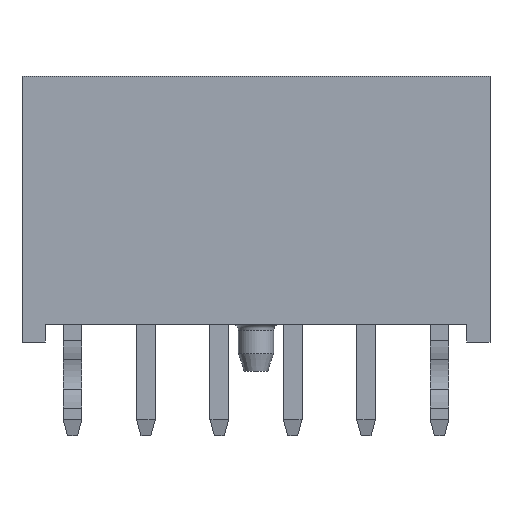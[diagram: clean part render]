
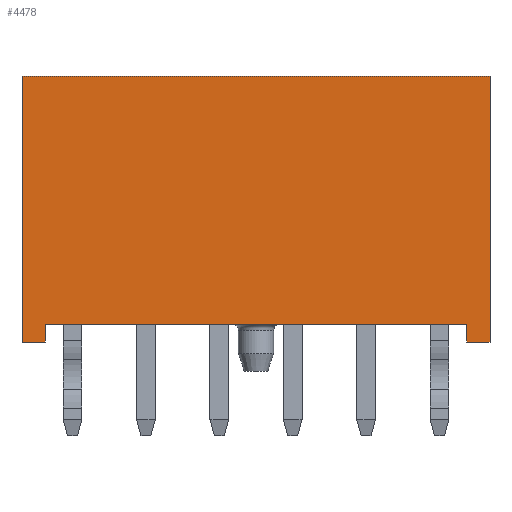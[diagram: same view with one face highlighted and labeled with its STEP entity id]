
A CAD part, front view. The second image highlights one B-rep face of the part: STEP entity #4478.
In plain terms, the highlighted planar face has unit normal (0, -1, 0).
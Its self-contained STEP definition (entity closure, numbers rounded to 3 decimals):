
#337=ORIENTED_EDGE('',*,*,#1589,.F.);
#338=ORIENTED_EDGE('',*,*,#1484,.F.);
#339=ORIENTED_EDGE('',*,*,#1588,.T.);
#340=ORIENTED_EDGE('',*,*,#1590,.F.);
#341=ORIENTED_EDGE('',*,*,#1591,.T.);
#342=ORIENTED_EDGE('',*,*,#1426,.T.);
#343=ORIENTED_EDGE('',*,*,#1592,.F.);
#344=ORIENTED_EDGE('',*,*,#1593,.F.);
#1426=EDGE_CURVE('',#2054,#2053,#2455,.T.);
#1484=EDGE_CURVE('',#2111,#2112,#2513,.T.);
#1588=EDGE_CURVE('',#2111,#2210,#2613,.T.);
#1589=EDGE_CURVE('',#2112,#2211,#2614,.T.);
#1590=EDGE_CURVE('',#2212,#2210,#2615,.T.);
#1591=EDGE_CURVE('',#2212,#2054,#2616,.T.);
#1592=EDGE_CURVE('',#2213,#2053,#2617,.T.);
#1593=EDGE_CURVE('',#2211,#2213,#2618,.T.);
#2053=VERTEX_POINT('',#6348);
#2054=VERTEX_POINT('',#6350);
#2111=VERTEX_POINT('',#6467);
#2112=VERTEX_POINT('',#6468);
#2210=VERTEX_POINT('',#6692);
#2211=VERTEX_POINT('',#6696);
#2212=VERTEX_POINT('',#6698);
#2213=VERTEX_POINT('',#6701);
#2455=LINE('',#6349,#3064);
#2513=LINE('',#6466,#3122);
#2613=LINE('',#6693,#3222);
#2614=LINE('',#6695,#3223);
#2615=LINE('',#6697,#3224);
#2616=LINE('',#6699,#3225);
#2617=LINE('',#6700,#3226);
#2618=LINE('',#6702,#3227);
#3064=VECTOR('',#5115,1000.);
#3122=VECTOR('',#5177,1000.);
#3222=VECTOR('',#5291,1000.);
#3223=VECTOR('',#5294,1000.);
#3224=VECTOR('',#5295,1000.);
#3225=VECTOR('',#5296,1000.);
#3226=VECTOR('',#5297,1000.);
#3227=VECTOR('',#5298,1000.);
#3668=EDGE_LOOP('',(#337,#338,#339,#340,#341,#342,#343,#344));
#3968=FACE_BOUND('',#3668,.T.);
#4231=PLANE('',#4774);
#4478=ADVANCED_FACE('',(#3968),#4231,.F.);
#4774=AXIS2_PLACEMENT_3D('',#6694,#5292,#5293);
#5115=DIRECTION('',(1.,0.,0.));
#5177=DIRECTION('',(1.,0.,0.));
#5291=DIRECTION('',(0.,0.,-1.));
#5292=DIRECTION('',(0.,1.,0.));
#5293=DIRECTION('',(-1.,0.,0.));
#5294=DIRECTION('',(0.,0.,-1.));
#5295=DIRECTION('',(-1.,0.,0.));
#5296=DIRECTION('',(0.,0.,1.));
#5297=DIRECTION('',(0.,0.,1.));
#5298=DIRECTION('',(-1.,0.,0.));
#6348=CARTESIAN_POINT('',(7.17,-2.99,0.));
#6349=CARTESIAN_POINT('',(-7.97,-2.99,0.));
#6350=CARTESIAN_POINT('',(-7.17,-2.99,0.));
#6466=CARTESIAN_POINT('',(-7.97,-2.99,8.46));
#6467=CARTESIAN_POINT('',(-7.97,-2.99,8.46));
#6468=CARTESIAN_POINT('',(7.97,-2.99,8.46));
#6692=CARTESIAN_POINT('',(-7.97,-2.99,-0.6));
#6693=CARTESIAN_POINT('',(-7.97,-2.99,8.46));
#6694=CARTESIAN_POINT('',(-7.97,-2.99,8.46));
#6695=CARTESIAN_POINT('',(7.97,-2.99,8.46));
#6696=CARTESIAN_POINT('',(7.97,-2.99,-0.6));
#6697=CARTESIAN_POINT('',(-7.17,-2.99,-0.6));
#6698=CARTESIAN_POINT('',(-7.17,-2.99,-0.6));
#6699=CARTESIAN_POINT('',(-7.17,-2.99,-0.6));
#6700=CARTESIAN_POINT('',(7.17,-2.99,-0.6));
#6701=CARTESIAN_POINT('',(7.17,-2.99,-0.6));
#6702=CARTESIAN_POINT('',(7.97,-2.99,-0.6));
